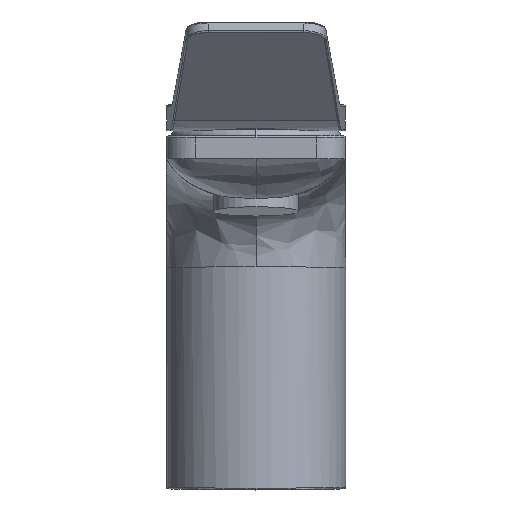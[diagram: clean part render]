
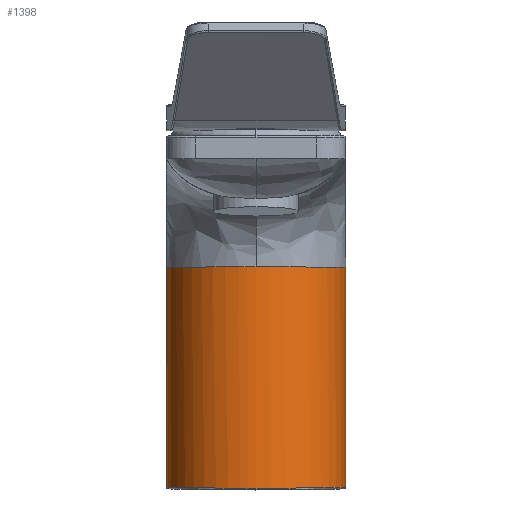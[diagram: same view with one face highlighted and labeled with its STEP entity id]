
A CAD part, top view. The second image highlights one B-rep face of the part: STEP entity #1398.
In plain terms, the highlighted cylindrical face has radius 24.25 mm (diameter 48.5 mm), a partial arc.
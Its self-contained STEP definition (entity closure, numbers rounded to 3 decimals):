
#64 = LINE ( 'NONE', #6061, #3099 ) ;
#147 = VERTEX_POINT ( 'NONE', #6333 ) ;
#193 = EDGE_CURVE ( 'NONE', #209, #147, #3061, .T. ) ;
#209 = VERTEX_POINT ( 'NONE', #8273 ) ;
#811 = EDGE_CURVE ( 'NONE', #2141, #8143, #64, .T. ) ;
#1085 = CARTESIAN_POINT ( 'NONE',  ( -24.25, 59.9, 0. ) ) ;
#1283 = ORIENTED_EDGE ( 'NONE', *, *, #3501, .T. ) ;
#1343 = CARTESIAN_POINT ( 'NONE',  ( 0., 0.5, 24.25 ) ) ;
#1398 = ADVANCED_FACE ( 'NONE', ( #4611 ), #6639, .T. ) ;
#1491 = DIRECTION ( 'NONE',  ( 0., 1., 0. ) ) ;
#1607 = CARTESIAN_POINT ( 'NONE',  ( -24.25, 0.086, 14.205 ) ) ;
#2052 = CARTESIAN_POINT ( 'NONE',  ( -13.384, 59.9, 24.25 ) ) ;
#2054 = CARTESIAN_POINT ( 'NONE',  ( -24.25, 0.086, 0. ) ) ;
#2141 = VERTEX_POINT ( 'NONE', #1343 ) ;
#2333 = DIRECTION ( 'NONE',  ( 0., 1., 0. ) ) ;
#2495 = CARTESIAN_POINT ( 'NONE',  ( 0., 0.5, -24.25 ) ) ;
#2522 = ORIENTED_EDGE ( 'NONE', *, *, #811, .T. ) ;
#2545 = VERTEX_POINT ( 'NONE', #2054 ) ;
#2876 = CARTESIAN_POINT ( 'NONE',  ( -24.25, 0.086, 0. ) ) ;
#3052 = ORIENTED_EDGE ( 'NONE', *, *, #4740, .F. ) ;
#3061 = LINE ( 'NONE', #4452, #4762 ) ;
#3071 = B_SPLINE_CURVE_WITH_KNOTS ( 'NONE', 3,
 ( #6532, #3287, #2052, #3377 ),
 .UNSPECIFIED., .F., .F.,
 ( 4, 4 ),
 ( 0., 1. ),
 .UNSPECIFIED. ) ;
#3099 = VECTOR ( 'NONE', #2333, 1000. ) ;
#3287 = CARTESIAN_POINT ( 'NONE',  ( -24.25, 59.9, 13.384 ) ) ;
#3321 = ORIENTED_EDGE ( 'NONE', *, *, #193, .F. ) ;
#3377 = CARTESIAN_POINT ( 'NONE',  ( 0., 59.9, 24.25 ) ) ;
#3442 = DIRECTION ( 'NONE',  ( 0., 0., 1. ) ) ;
#3501 = EDGE_CURVE ( 'NONE', #209, #2545, #4252, .T. ) ;
#3556 = CARTESIAN_POINT ( 'NONE',  ( 0., 0.5, 24.25 ) ) ;
#3688 = CARTESIAN_POINT ( 'NONE',  ( -24.25, 0.086, -14.205 ) ) ;
#4016 = AXIS2_PLACEMENT_3D ( 'NONE', #7172, #1491, #3442 ) ;
#4113 = EDGE_CURVE ( 'NONE', #2545, #2141, #4203, .T. ) ;
#4201 = EDGE_LOOP ( 'NONE', ( #3321, #1283, #4350, #2522, #3052, #6748 ) ) ;
#4203 =( BOUNDED_CURVE ( )  B_SPLINE_CURVE ( 3, ( #2876, #1607, #5536, #3556 ),
 .UNSPECIFIED., .F., .F. ) 
 B_SPLINE_CURVE_WITH_KNOTS ( ( 4, 4 ),
 ( 3.142, 4.712 ),
 .UNSPECIFIED. ) 
 CURVE ( )  GEOMETRIC_REPRESENTATION_ITEM ( )  RATIONAL_B_SPLINE_CURVE ( ( 1., 0.805, 0.805, 1. ) ) 
 REPRESENTATION_ITEM ( '' )  );
#4245 = CARTESIAN_POINT ( 'NONE',  ( 0., 59.9, -24.25 ) ) ;
#4252 =( BOUNDED_CURVE ( )  B_SPLINE_CURVE ( 3, ( #2495, #8306, #3688, #8264 ),
 .UNSPECIFIED., .F., .T. ) 
 B_SPLINE_CURVE_WITH_KNOTS ( ( 4, 4 ),
 ( 1.571, 3.142 ),
 .UNSPECIFIED. ) 
 CURVE ( )  GEOMETRIC_REPRESENTATION_ITEM ( )  RATIONAL_B_SPLINE_CURVE ( ( 1., 0.805, 0.805, 1. ) ) 
 REPRESENTATION_ITEM ( '' )  );
#4287 = VERTEX_POINT ( 'NONE', #5479 ) ;
#4350 = ORIENTED_EDGE ( 'NONE', *, *, #4113, .T. ) ;
#4407 = DIRECTION ( 'NONE',  ( 0., 1., 0. ) ) ;
#4452 = CARTESIAN_POINT ( 'NONE',  ( 0., -2., -24.25 ) ) ;
#4611 = FACE_OUTER_BOUND ( 'NONE', #4201, .T. ) ;
#4740 = EDGE_CURVE ( 'NONE', #4287, #8143, #3071, .T. ) ;
#4762 = VECTOR ( 'NONE', #4407, 1000. ) ;
#5082 = CARTESIAN_POINT ( 'NONE',  ( 0., 59.9, 24.25 ) ) ;
#5479 = CARTESIAN_POINT ( 'NONE',  ( -24.25, 59.9, 0. ) ) ;
#5536 = CARTESIAN_POINT ( 'NONE',  ( -14.205, 0.257, 24.25 ) ) ;
#6061 = CARTESIAN_POINT ( 'NONE',  ( 0., -2., 24.25 ) ) ;
#6333 = CARTESIAN_POINT ( 'NONE',  ( 0., 59.9, -24.25 ) ) ;
#6532 = CARTESIAN_POINT ( 'NONE',  ( -24.25, 59.9, 0. ) ) ;
#6639 = CYLINDRICAL_SURFACE ( 'NONE', #4016, 24.25 ) ;
#6748 = ORIENTED_EDGE ( 'NONE', *, *, #6999, .F. ) ;
#6820 = CARTESIAN_POINT ( 'NONE',  ( -13.384, 59.9, -24.25 ) ) ;
#6999 = EDGE_CURVE ( 'NONE', #147, #4287, #7184, .T. ) ;
#7172 = CARTESIAN_POINT ( 'NONE',  ( 0., -2., 0. ) ) ;
#7184 = B_SPLINE_CURVE_WITH_KNOTS ( 'NONE', 3,
 ( #4245, #6820, #8118, #1085 ),
 .UNSPECIFIED., .F., .F.,
 ( 4, 4 ),
 ( 0., 1. ),
 .UNSPECIFIED. ) ;
#8118 = CARTESIAN_POINT ( 'NONE',  ( -24.25, 59.9, -13.384 ) ) ;
#8143 = VERTEX_POINT ( 'NONE', #5082 ) ;
#8264 = CARTESIAN_POINT ( 'NONE',  ( -24.25, 0.086, 0. ) ) ;
#8273 = CARTESIAN_POINT ( 'NONE',  ( 0., 0.5, -24.25 ) ) ;
#8306 = CARTESIAN_POINT ( 'NONE',  ( -14.205, 0.257, -24.25 ) ) ;
